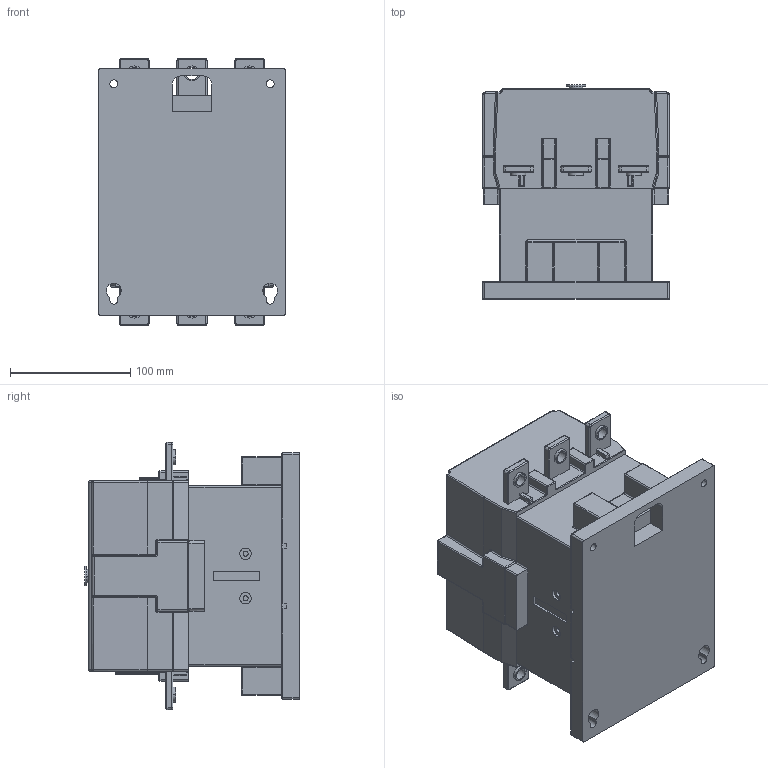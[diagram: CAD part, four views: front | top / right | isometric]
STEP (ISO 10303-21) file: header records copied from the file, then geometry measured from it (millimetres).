
FILE_DESCRIPTION((''),'2;1');
FILE_NAME('100-D210-D420','2015-12-13T',('KLeis'),('Rockwell Automation'),'PRO/ENGINEER BY PARAMETRIC TECHNOLOGY CORPORATION, 2012480','PRO/ENGINEER BY PARAMETRIC TECHNOLOGY CORPORATION, 2012480','');
FILE_SCHEMA(('CONFIG_CONTROL_DESIGN'));
Length unit declared in the file: millimetre
Products named in the file (1): 100-D210-D420
Bounding box: 155 x 178 x 222 mm (x, y, z)
Volume: 3845253 mm3; surface area: 206314.8 mm2
Topology: 2 solids, 2 shells, 838 faces, 2043 edges, 1248 vertices
Faces by surface type: plane 348, cylinder 346, torus 64, bspline 44, sphere 36
Entity records: 25573 total; most frequent: CARTESIAN_POINT 5659, DIRECTION 4267, ORIENTED_EDGE 4086, EDGE_CURVE 2043, AXIS2_PLACEMENT_3D 1522, VERTEX_POINT 1248, VECTOR 1223, LINE 1223
